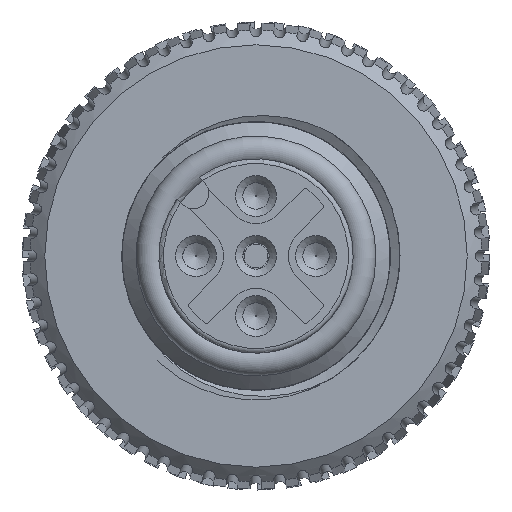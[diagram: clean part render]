
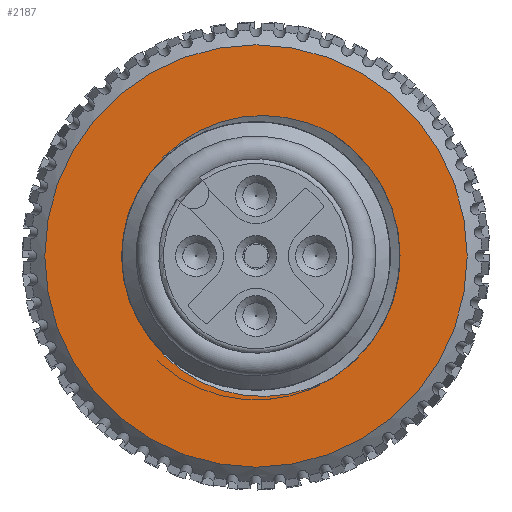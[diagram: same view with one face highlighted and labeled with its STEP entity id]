
A CAD part, left-side view. The second image highlights one B-rep face of the part: STEP entity #2187.
In plain terms, the highlighted planar face has unit normal (-1, 0, 0).
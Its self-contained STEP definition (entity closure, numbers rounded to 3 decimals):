
#2187=ADVANCED_FACE('',(#3247,#3248),#2613,.F.);
#2613=PLANE('',#9996);
#2982=B_SPLINE_CURVE_WITH_KNOTS('',3,(#15005,#15006,#15007,#15008,#15009,
#15010),.UNSPECIFIED.,.F.,.F.,(4,2,4),(0.,0.5,1.),.UNSPECIFIED.);
#2983=B_SPLINE_CURVE_WITH_KNOTS('',3,(#15343,#15344,#15345,#15346,#15347,
#15348),.UNSPECIFIED.,.F.,.F.,(4,2,4),(0.,0.5,1.),.UNSPECIFIED.);
#3247=FACE_BOUND('',#3466,.T.);
#3248=FACE_BOUND('',#3467,.T.);
#3466=EDGE_LOOP('',(#4896,#4897,#4898,#4899));
#3467=EDGE_LOOP('',(#4900));
#4896=ORIENTED_EDGE('',*,*,#8068,.T.);
#4897=ORIENTED_EDGE('',*,*,#8071,.T.);
#4898=ORIENTED_EDGE('',*,*,#7938,.F.);
#4899=ORIENTED_EDGE('',*,*,#8070,.T.);
#4900=ORIENTED_EDGE('',*,*,#8314,.T.);
#7009=VERTEX_POINT('',#14197);
#7010=VERTEX_POINT('',#14198);
#7137=VERTEX_POINT('',#14871);
#7138=VERTEX_POINT('',#14873);
#7261=VERTEX_POINT('',#18566);
#7938=EDGE_CURVE('',#7009,#7010,#9205,.T.);
#8068=EDGE_CURVE('',#7138,#7137,#9269,.T.);
#8070=EDGE_CURVE('',#7009,#7138,#2982,.T.);
#8071=EDGE_CURVE('',#7137,#7010,#2983,.T.);
#8314=EDGE_CURVE('',#7261,#7261,#9330,.T.);
#9205=CIRCLE('',#9685,5.6);
#9269=CIRCLE('',#9812,6.);
#9330=CIRCLE('',#9994,8.8);
#9685=AXIS2_PLACEMENT_3D('',#14196,#10941,#10942);
#9812=AXIS2_PLACEMENT_3D('',#14872,#11195,#11196);
#9994=AXIS2_PLACEMENT_3D('',#18565,#11559,#11560);
#9996=AXIS2_PLACEMENT_3D('',#18568,#11563,#11564);
#10941=DIRECTION('',(-1.,0.,0.));
#10942=DIRECTION('',(0.,0.,-1.));
#11195=DIRECTION('',(1.,0.,0.));
#11196=DIRECTION('',(0.,0.,-1.));
#11559=DIRECTION('',(-1.,0.,0.));
#11560=DIRECTION('',(0.,0.,-1.));
#11563=DIRECTION('',(1.,0.,0.));
#11564=DIRECTION('',(0.,0.,1.));
#14196=CARTESIAN_POINT('',(5.5,0.,0.));
#14197=CARTESIAN_POINT('',(5.5,4.394,3.472));
#14198=CARTESIAN_POINT('',(5.5,4.394,-3.472));
#14871=CARTESIAN_POINT('',(5.5,-3.133,-5.117));
#14872=CARTESIAN_POINT('',(5.5,0.,0.));
#14873=CARTESIAN_POINT('',(5.5,-3.133,5.117));
#15005=CARTESIAN_POINT('',(5.5,4.394,3.472));
#15006=CARTESIAN_POINT('',(5.5,3.572,4.625));
#15007=CARTESIAN_POINT('',(5.5,2.312,5.433));
#15008=CARTESIAN_POINT('',(5.5,-0.419,6.019));
#15009=CARTESIAN_POINT('',(5.5,-1.893,5.8));
#15010=CARTESIAN_POINT('',(5.5,-3.133,5.117));
#15343=CARTESIAN_POINT('',(5.5,-3.133,-5.117));
#15344=CARTESIAN_POINT('',(5.5,-1.893,-5.8));
#15345=CARTESIAN_POINT('',(5.5,-0.416,-6.019));
#15346=CARTESIAN_POINT('',(5.5,2.313,-5.432));
#15347=CARTESIAN_POINT('',(5.5,3.572,-4.625));
#15348=CARTESIAN_POINT('',(5.5,4.394,-3.472));
#18565=CARTESIAN_POINT('',(5.5,0.,0.));
#18566=CARTESIAN_POINT('',(5.5,0.,-8.8));
#18568=CARTESIAN_POINT('',(5.5,0.,0.));
